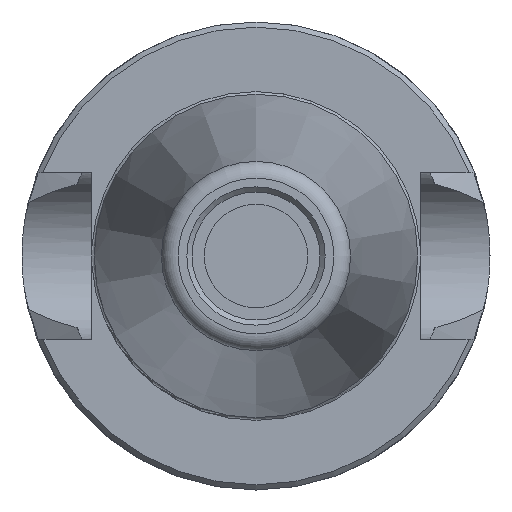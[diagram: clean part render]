
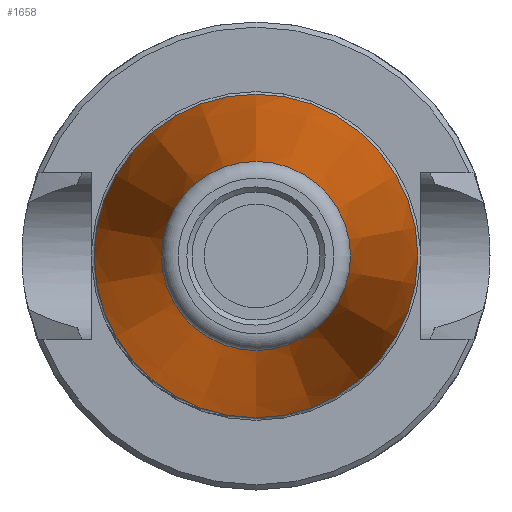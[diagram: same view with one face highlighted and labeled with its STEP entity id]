
A CAD part, left-side view. The second image highlights one B-rep face of the part: STEP entity #1658.
In plain terms, the highlighted conical face has half-angle 7.973 degrees and reference radius 15.875 mm.
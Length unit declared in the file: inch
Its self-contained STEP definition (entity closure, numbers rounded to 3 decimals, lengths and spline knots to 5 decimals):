
#87=CONICAL_SURFACE('',#1823,0.625,0.139);
#105=LINE('',#2534,#226);
#226=VECTOR('',#2067,0.625);
#406=FACE_OUTER_BOUND('',#519,.T.);
#519=EDGE_LOOP('',(#1157,#1158,#1159,#1160,#1161,#1162));
#639=CIRCLE('',#1819,0.36534);
#640=CIRCLE('',#1820,0.36534);
#642=CIRCLE('',#1824,0.625);
#643=CIRCLE('',#1825,0.625);
#712=VERTEX_POINT('',#2522);
#713=VERTEX_POINT('',#2524);
#715=VERTEX_POINT('',#2531);
#716=VERTEX_POINT('',#2532);
#877=EDGE_CURVE('',#712,#713,#639,.T.);
#878=EDGE_CURVE('',#713,#712,#640,.T.);
#880=EDGE_CURVE('',#715,#716,#642,.T.);
#881=EDGE_CURVE('',#716,#713,#105,.T.);
#882=EDGE_CURVE('',#716,#715,#643,.T.);
#1157=ORIENTED_EDGE('',*,*,#880,.T.);
#1158=ORIENTED_EDGE('',*,*,#881,.T.);
#1159=ORIENTED_EDGE('',*,*,#877,.F.);
#1160=ORIENTED_EDGE('',*,*,#878,.F.);
#1161=ORIENTED_EDGE('',*,*,#881,.F.);
#1162=ORIENTED_EDGE('',*,*,#882,.T.);
#1658=ADVANCED_FACE('',(#406),#87,.T.);
#1819=AXIS2_PLACEMENT_3D('',#2525,#2055,#2056);
#1820=AXIS2_PLACEMENT_3D('',#2526,#2057,#2058);
#1823=AXIS2_PLACEMENT_3D('',#2530,#2063,#2064);
#1824=AXIS2_PLACEMENT_3D('',#2533,#2065,#2066);
#1825=AXIS2_PLACEMENT_3D('',#2535,#2068,#2069);
#2055=DIRECTION('center_axis',(-1.,0.,0.));
#2056=DIRECTION('ref_axis',(0.,0.,-1.));
#2057=DIRECTION('center_axis',(-1.,0.,0.));
#2058=DIRECTION('ref_axis',(0.,0.,-1.));
#2063=DIRECTION('center_axis',(1.,0.,0.));
#2064=DIRECTION('ref_axis',(0.,0.,-1.));
#2065=DIRECTION('center_axis',(-1.,0.,0.));
#2066=DIRECTION('ref_axis',(0.,0.,1.));
#2067=DIRECTION('',(-0.99,0.,-0.139));
#2068=DIRECTION('center_axis',(-1.,0.,0.));
#2069=DIRECTION('ref_axis',(0.,0.,1.));
#2522=CARTESIAN_POINT('',(-1.85402,0.,-0.36534));
#2524=CARTESIAN_POINT('',(-1.85402,0.,0.36534));
#2525=CARTESIAN_POINT('Origin',(-1.85402,0.,0.));
#2526=CARTESIAN_POINT('Origin',(-1.85402,0.,0.));
#2530=CARTESIAN_POINT('Origin',(0.,0.,0.));
#2531=CARTESIAN_POINT('',(0.,0.,-0.625));
#2532=CARTESIAN_POINT('',(0.,0.,0.625));
#2533=CARTESIAN_POINT('Origin',(0.,0.,0.));
#2534=CARTESIAN_POINT('',(0.,0.,0.625));
#2535=CARTESIAN_POINT('Origin',(0.,0.,0.));
